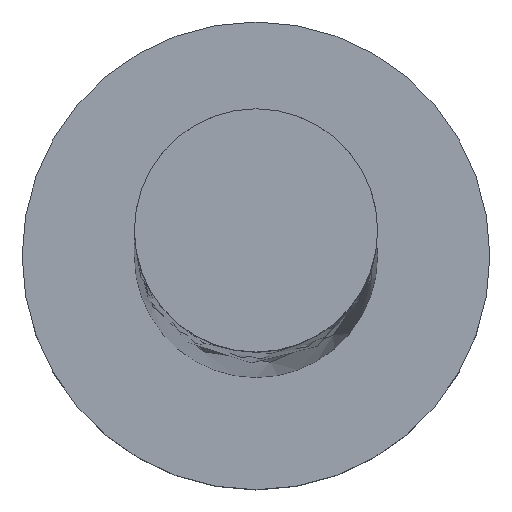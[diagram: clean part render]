
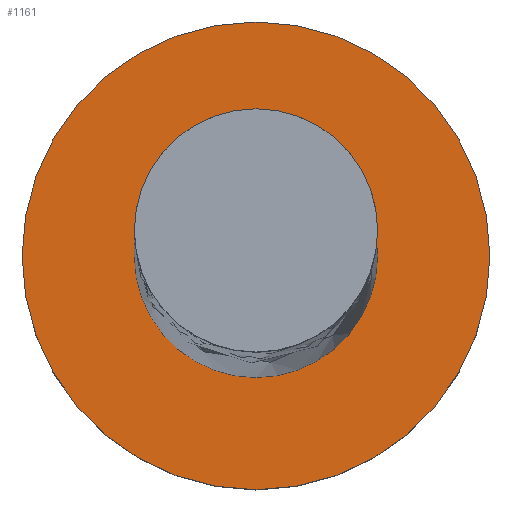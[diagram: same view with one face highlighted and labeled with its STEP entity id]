
A CAD part, top view. The second image highlights one B-rep face of the part: STEP entity #1161.
In plain terms, the highlighted planar face has unit normal (0, 0, 1).
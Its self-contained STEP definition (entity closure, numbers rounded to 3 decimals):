
#20 = AXIS2_PLACEMENT_3D ( 'NONE', #141, #697, #1101 ) ;
#141 = CARTESIAN_POINT ( 'NONE',  ( 0., 0., 3. ) ) ;
#177 = AXIS2_PLACEMENT_3D ( 'NONE', #1087, #1792, #282 ) ;
#282 = DIRECTION ( 'NONE',  ( 1., 0., 0. ) ) ;
#373 = AXIS2_PLACEMENT_3D ( 'NONE', #1008, #620, #1317 ) ;
#376 = DIRECTION ( 'NONE',  ( 0., 0., 1. ) ) ;
#383 = CARTESIAN_POINT ( 'NONE',  ( 0., 0., 3. ) ) ;
#403 = CIRCLE ( 'NONE', #1298, 2.6 ) ;
#405 = CARTESIAN_POINT ( 'NONE',  ( 2.6, 0., 3. ) ) ;
#446 = VERTEX_POINT ( 'NONE', #405 ) ;
#485 = VERTEX_POINT ( 'NONE', #720 ) ;
#527 = DIRECTION ( 'NONE',  ( 1., 0., 0. ) ) ;
#553 = EDGE_LOOP ( 'NONE', ( #834, #1608 ) ) ;
#556 = EDGE_CURVE ( 'NONE', #446, #591, #1539, .T. ) ;
#591 = VERTEX_POINT ( 'NONE', #1672 ) ;
#603 = AXIS2_PLACEMENT_3D ( 'NONE', #646, #376, #527 ) ;
#620 = DIRECTION ( 'NONE',  ( 0., 0., 1. ) ) ;
#646 = CARTESIAN_POINT ( 'NONE',  ( 0., 0., 3. ) ) ;
#697 = DIRECTION ( 'NONE',  ( 0., 0., 1. ) ) ;
#720 = CARTESIAN_POINT ( 'NONE',  ( 5., 0., 3. ) ) ;
#792 = ORIENTED_EDGE ( 'NONE', *, *, #556, .F. ) ;
#834 = ORIENTED_EDGE ( 'NONE', *, *, #1481, .T. ) ;
#848 = CARTESIAN_POINT ( 'NONE',  ( -5., 0., 3. ) ) ;
#1008 = CARTESIAN_POINT ( 'NONE',  ( 0., 0., 3. ) ) ;
#1061 = CIRCLE ( 'NONE', #603, 5. ) ;
#1074 = DIRECTION ( 'NONE',  ( 1., 0., 0. ) ) ;
#1085 = EDGE_CURVE ( 'NONE', #485, #1797, #1717, .T. ) ;
#1087 = CARTESIAN_POINT ( 'NONE',  ( 0., 0., 3. ) ) ;
#1101 = DIRECTION ( 'NONE',  ( 1., 0., 0. ) ) ;
#1161 = ADVANCED_FACE ( 'NONE', ( #1462, #1301 ), #1468, .T. ) ;
#1210 = EDGE_LOOP ( 'NONE', ( #1509, #792 ) ) ;
#1298 = AXIS2_PLACEMENT_3D ( 'NONE', #383, #1502, #1074 ) ;
#1301 = FACE_OUTER_BOUND ( 'NONE', #553, .T. ) ;
#1317 = DIRECTION ( 'NONE',  ( 1., 0., 0. ) ) ;
#1462 = FACE_BOUND ( 'NONE', #1210, .T. ) ;
#1468 = PLANE ( 'NONE',  #373 ) ;
#1481 = EDGE_CURVE ( 'NONE', #1797, #485, #1061, .T. ) ;
#1502 = DIRECTION ( 'NONE',  ( 0., 0., 1. ) ) ;
#1509 = ORIENTED_EDGE ( 'NONE', *, *, #1593, .F. ) ;
#1539 = CIRCLE ( 'NONE', #20, 2.6 ) ;
#1593 = EDGE_CURVE ( 'NONE', #591, #446, #403, .T. ) ;
#1608 = ORIENTED_EDGE ( 'NONE', *, *, #1085, .T. ) ;
#1672 = CARTESIAN_POINT ( 'NONE',  ( -2.6, 0., 3. ) ) ;
#1717 = CIRCLE ( 'NONE', #177, 5. ) ;
#1792 = DIRECTION ( 'NONE',  ( 0., 0., 1. ) ) ;
#1797 = VERTEX_POINT ( 'NONE', #848 ) ;
